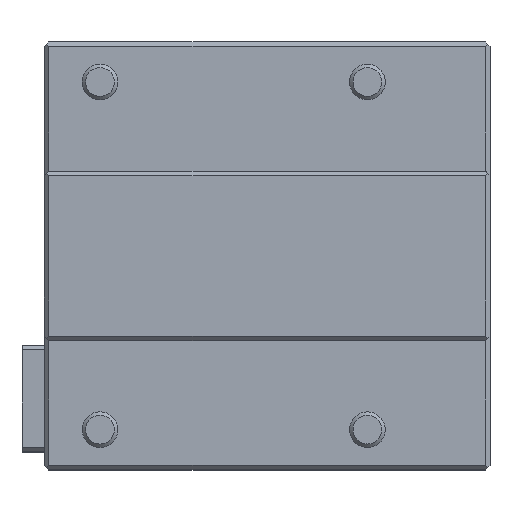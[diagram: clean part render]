
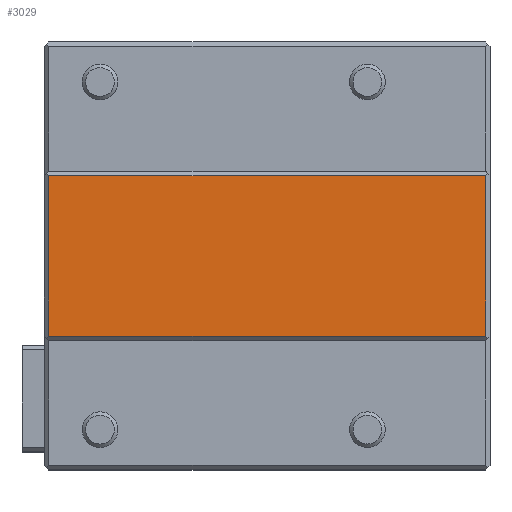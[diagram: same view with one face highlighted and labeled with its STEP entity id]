
A CAD part, top view. The second image highlights one B-rep face of the part: STEP entity #3029.
In plain terms, the highlighted planar face has unit normal (0, 0, 1).
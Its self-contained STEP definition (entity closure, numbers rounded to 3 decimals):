
#47=LINE('',#4619,#343);
#48=LINE('',#4622,#344);
#49=LINE('',#4624,#345);
#50=LINE('',#4626,#346);
#343=VECTOR('',#3572,1000.);
#344=VECTOR('',#3573,1000.);
#345=VECTOR('',#3574,1000.);
#346=VECTOR('',#3575,1000.);
#738=ORIENTED_EDGE('',*,*,#1560,.T.);
#739=ORIENTED_EDGE('',*,*,#1561,.T.);
#740=ORIENTED_EDGE('',*,*,#1562,.T.);
#741=ORIENTED_EDGE('',*,*,#1563,.T.);
#1560=EDGE_CURVE('',#1975,#1976,#47,.T.);
#1561=EDGE_CURVE('',#1976,#1977,#48,.T.);
#1562=EDGE_CURVE('',#1977,#1978,#49,.T.);
#1563=EDGE_CURVE('',#1978,#1975,#50,.T.);
#1975=VERTEX_POINT('',#4620);
#1976=VERTEX_POINT('',#4621);
#1977=VERTEX_POINT('',#4623);
#1978=VERTEX_POINT('',#4625);
#2362=EDGE_LOOP('',(#738,#739,#740,#741));
#2636=FACE_BOUND('',#2362,.T.);
#2901=PLANE('',#3243);
#3029=ADVANCED_FACE('',(#2636),#2901,.T.);
#3243=AXIS2_PLACEMENT_3D('',#4618,#3570,#3571);
#3570=DIRECTION('',(0.,0.,1.));
#3571=DIRECTION('',(-1.,0.,0.));
#3572=DIRECTION('',(-1.,0.,0.));
#3573=DIRECTION('',(0.,-1.,0.));
#3574=DIRECTION('',(1.,0.,0.));
#3575=DIRECTION('',(0.,1.,0.));
#4618=CARTESIAN_POINT('',(100.,19.,8.));
#4619=CARTESIAN_POINT('',(0.,18.,8.));
#4620=CARTESIAN_POINT('',(99.,18.,8.));
#4621=CARTESIAN_POINT('',(1.,18.,8.));
#4622=CARTESIAN_POINT('',(1.,19.,8.));
#4623=CARTESIAN_POINT('',(1.,-18.,8.));
#4624=CARTESIAN_POINT('',(100.,-18.,8.));
#4625=CARTESIAN_POINT('',(99.,-18.,8.));
#4626=CARTESIAN_POINT('',(99.,19.,8.));
